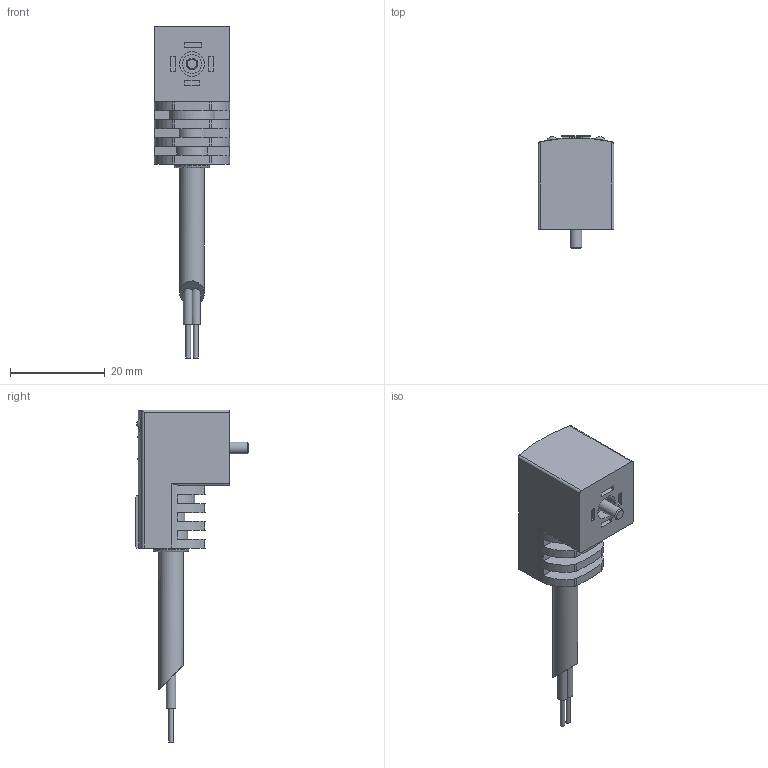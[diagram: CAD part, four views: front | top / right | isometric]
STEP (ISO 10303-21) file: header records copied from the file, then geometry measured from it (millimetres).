
FILE_DESCRIPTION(/* description */ ('STEP AP214'),/* implementation_level */ '2;1');
FILE_NAME(/* name */ '547268_KMEB-3-24-2_5-LED',/* time_stamp */ '2024-08-29T17:14:00+02:00',/* author */ ('License CC BY-ND 4.0'),/* organization */ ('CADENAS'),/* preprocessor_version */ 'ST-DEVELOPER v19.3',/* originating_system */ 'PARTsolutions',/* authorisation */ ' ');
FILE_SCHEMA (('AUTOMOTIVE_DESIGN {1 0 10303 214 3 1 1}'));
Length unit declared in the file: millimetre
Products named in the file (2): 547268 KMEB-3-24-2.5-LED; 547268 KMEB-3-24-2.5-LED---(part)
Assembly tree (1 placements, depth 2):
  547268 KMEB-3-24-2.5-LED
    547268 KMEB-3-24-2.5-LED---(part)
Bounding box: 16 x 23.8 x 70 mm (x, y, z)
Volume: 7701.5 mm3; surface area: 3774.1 mm2
Topology: 1 solids, 1 shells, 104 faces, 263 edges, 176 vertices
Faces by surface type: plane 63, cylinder 36, sphere 3, torus 1, cone 1
Full cylindrical faces by diameter (mm): 1 x2, 2.5 x1, 3 x2, 4 x1, 5 x1, 5.2 x2, 7.5 x1
Entity records: 3814 total; most frequent: CARTESIAN_POINT 556, DIRECTION 540, ORIENTED_EDGE 480, EDGE_CURVE 240, AXIS2_PLACEMENT_3D 201, VERTEX_POINT 168, LINE 138, VECTOR 138
